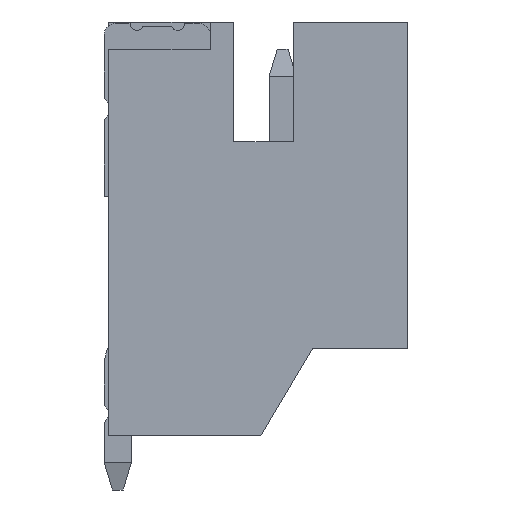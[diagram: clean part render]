
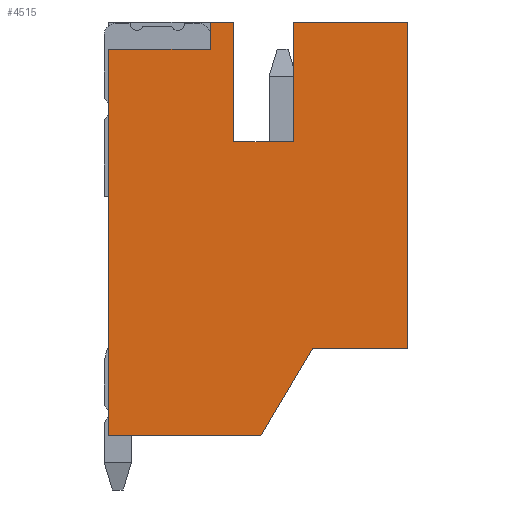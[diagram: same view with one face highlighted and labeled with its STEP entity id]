
A CAD part, left-side view. The second image highlights one B-rep face of the part: STEP entity #4515.
In plain terms, the highlighted planar face has unit normal (-1, 0, 0).
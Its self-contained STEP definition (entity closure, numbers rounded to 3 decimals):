
#456=ORIENTED_EDGE('',*,*,#1734,.F.);
#457=ORIENTED_EDGE('',*,*,#1735,.F.);
#458=ORIENTED_EDGE('',*,*,#1655,.T.);
#459=ORIENTED_EDGE('',*,*,#1736,.T.);
#460=ORIENTED_EDGE('',*,*,#1737,.T.);
#461=ORIENTED_EDGE('',*,*,#1465,.T.);
#462=ORIENTED_EDGE('',*,*,#1616,.T.);
#463=ORIENTED_EDGE('',*,*,#1640,.T.);
#464=ORIENTED_EDGE('',*,*,#1738,.F.);
#465=ORIENTED_EDGE('',*,*,#1739,.F.);
#466=ORIENTED_EDGE('',*,*,#1740,.F.);
#467=ORIENTED_EDGE('',*,*,#1703,.T.);
#1465=EDGE_CURVE('',#2130,#2129,#2565,.T.);
#1616=EDGE_CURVE('',#2129,#2260,#2716,.T.);
#1640=EDGE_CURVE('',#2260,#2282,#2740,.T.);
#1655=EDGE_CURVE('',#2294,#2295,#2755,.T.);
#1703=EDGE_CURVE('',#2332,#2331,#2803,.T.);
#1734=EDGE_CURVE('',#2354,#2331,#2834,.T.);
#1735=EDGE_CURVE('',#2294,#2354,#2835,.T.);
#1736=EDGE_CURVE('',#2295,#2355,#2836,.T.);
#1737=EDGE_CURVE('',#2355,#2130,#2837,.T.);
#1738=EDGE_CURVE('',#2356,#2282,#2838,.T.);
#1739=EDGE_CURVE('',#2357,#2356,#2839,.T.);
#1740=EDGE_CURVE('',#2332,#2357,#2840,.T.);
#2129=VERTEX_POINT('',#6218);
#2130=VERTEX_POINT('',#6220);
#2260=VERTEX_POINT('',#6511);
#2282=VERTEX_POINT('',#6559);
#2294=VERTEX_POINT('',#6588);
#2295=VERTEX_POINT('',#6589);
#2331=VERTEX_POINT('',#6681);
#2332=VERTEX_POINT('',#6683);
#2354=VERTEX_POINT('',#6742);
#2355=VERTEX_POINT('',#6745);
#2356=VERTEX_POINT('',#6748);
#2357=VERTEX_POINT('',#6750);
#2565=LINE('',#6219,#3201);
#2716=LINE('',#6512,#3352);
#2740=LINE('',#6560,#3376);
#2755=LINE('',#6587,#3391);
#2803=LINE('',#6682,#3439);
#2834=LINE('',#6741,#3470);
#2835=LINE('',#6743,#3471);
#2836=LINE('',#6744,#3472);
#2837=LINE('',#6746,#3473);
#2838=LINE('',#6747,#3474);
#2839=LINE('',#6749,#3475);
#2840=LINE('',#6751,#3476);
#3201=VECTOR('',#5035,1000.);
#3352=VECTOR('',#5208,1000.);
#3376=VECTOR('',#5236,1000.);
#3391=VECTOR('',#5253,1000.);
#3439=VECTOR('',#5319,1000.);
#3470=VECTOR('',#5362,1000.);
#3471=VECTOR('',#5363,1000.);
#3472=VECTOR('',#5364,1000.);
#3473=VECTOR('',#5365,1000.);
#3474=VECTOR('',#5366,1000.);
#3475=VECTOR('',#5367,1000.);
#3476=VECTOR('',#5368,1000.);
#3853=EDGE_LOOP('',(#456,#457,#458,#459,#460,#461,#462,#463,#464,#465,#466,
#467));
#4085=FACE_BOUND('',#3853,.T.);
#4307=PLANE('',#4775);
#4515=ADVANCED_FACE('',(#4085),#4307,.T.);
#4775=AXIS2_PLACEMENT_3D('',#6740,#5360,#5361);
#5035=DIRECTION('',(0.,-1.,0.));
#5208=DIRECTION('',(0.,0.,1.));
#5236=DIRECTION('',(0.,1.,0.));
#5253=DIRECTION('',(0.,0.,-1.));
#5319=DIRECTION('',(0.,1.,0.));
#5360=DIRECTION('',(-1.,0.,0.));
#5361=DIRECTION('',(0.,0.,1.));
#5362=DIRECTION('',(0.,0.,1.));
#5363=DIRECTION('',(0.,-1.,0.));
#5364=DIRECTION('',(0.,-1.,0.));
#5365=DIRECTION('',(0.,-0.511,0.86));
#5366=DIRECTION('',(0.,0.,1.));
#5367=DIRECTION('',(0.,-1.,0.));
#5368=DIRECTION('',(0.,0.,-1.));
#6218=CARTESIAN_POINT('',(-11.,-2.75,-3.));
#6219=CARTESIAN_POINT('',(-11.,2.75,-3.));
#6220=CARTESIAN_POINT('',(-11.,-1.,-3.));
#6511=CARTESIAN_POINT('',(-11.,-2.75,3.));
#6512=CARTESIAN_POINT('',(-11.,-2.75,-3.));
#6559=CARTESIAN_POINT('',(-11.,-0.65,3.));
#6560=CARTESIAN_POINT('',(-11.,-2.75,3.));
#6587=CARTESIAN_POINT('',(-11.,2.75,3.));
#6588=CARTESIAN_POINT('',(-11.,2.75,2.5));
#6589=CARTESIAN_POINT('',(-11.,2.75,-4.6));
#6681=CARTESIAN_POINT('',(-11.,0.88,3.));
#6682=CARTESIAN_POINT('',(-11.,-2.75,3.));
#6683=CARTESIAN_POINT('',(-11.,0.45,3.));
#6740=CARTESIAN_POINT('',(-11.,0.,0.));
#6741=CARTESIAN_POINT('',(-11.,0.88,2.5));
#6742=CARTESIAN_POINT('',(-11.,0.88,2.5));
#6743=CARTESIAN_POINT('',(-11.,2.75,2.5));
#6744=CARTESIAN_POINT('',(-11.,2.75,-4.6));
#6745=CARTESIAN_POINT('',(-11.,-0.05,-4.6));
#6746=CARTESIAN_POINT('',(-11.,-0.05,-4.6));
#6747=CARTESIAN_POINT('',(-11.,-0.65,0.8));
#6748=CARTESIAN_POINT('',(-11.,-0.65,0.8));
#6749=CARTESIAN_POINT('',(-11.,0.45,0.8));
#6750=CARTESIAN_POINT('',(-11.,0.45,0.8));
#6751=CARTESIAN_POINT('',(-11.,0.45,3.));
